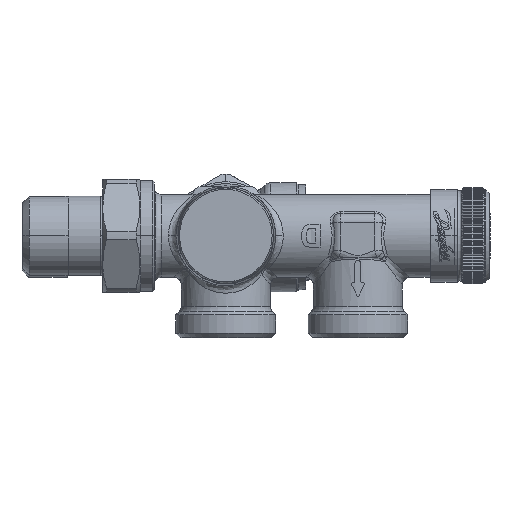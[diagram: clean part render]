
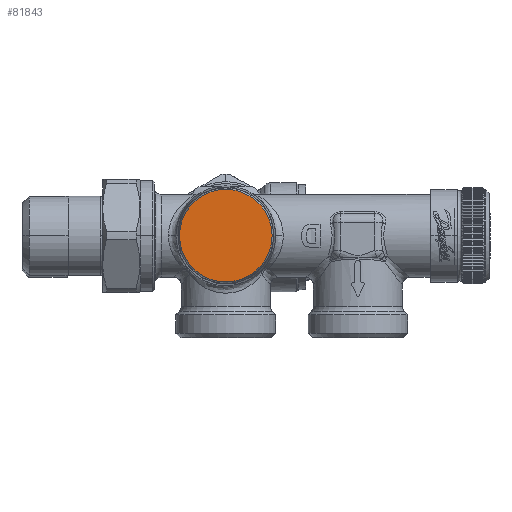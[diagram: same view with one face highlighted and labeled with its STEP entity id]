
A CAD part, top view. The second image highlights one B-rep face of the part: STEP entity #81843.
In plain terms, the highlighted planar face has unit normal (0, 0, 1).
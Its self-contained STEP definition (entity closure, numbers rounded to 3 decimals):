
#39029=CARTESIAN_POINT('',(0.,0.,31.));
#39030=DIRECTION('',(0.,0.,1.));
#39031=DIRECTION('',(1.,0.,0.));
#39032=AXIS2_PLACEMENT_3D('',#39029,#39030,#39031);
#39039=CARTESIAN_POINT('',(0.,0.,31.));
#39040=DIRECTION('',(0.,0.,1.));
#39041=DIRECTION('',(-1.,0.,0.));
#39042=AXIS2_PLACEMENT_3D('',#39039,#39040,#39041);
#39415=CARTESIAN_POINT('',(12.27,0.,31.));
#39416=CARTESIAN_POINT('',(-12.27,0.,31.));
#39417=VERTEX_POINT('',#39415);
#39418=VERTEX_POINT('',#39416);
#81833=CARTESIAN_POINT('',(0.,0.,31.));
#81834=DIRECTION('',(0.,0.,-1.));
#81835=DIRECTION('',(1.,0.,0.));
#81836=AXIS2_PLACEMENT_3D('',#81833,#81834,#81835);
#81837=PLANE('',#81836);
#81838=ORIENTED_EDGE('',*,*,#81823,.F.);
#81840=ORIENTED_EDGE('',*,*,#81839,.F.);
#81841=EDGE_LOOP('',(#81838,#81840));
#81842=FACE_OUTER_BOUND('',#81841,.F.);
#39033=CIRCLE('',#39032,12.27);
#39043=CIRCLE('',#39042,12.27);
#81823=EDGE_CURVE('',#39417,#39418,#39033,.T.);
#81839=EDGE_CURVE('',#39418,#39417,#39043,.T.);
#81843=ADVANCED_FACE('',(#81842),#81837,.F.);
